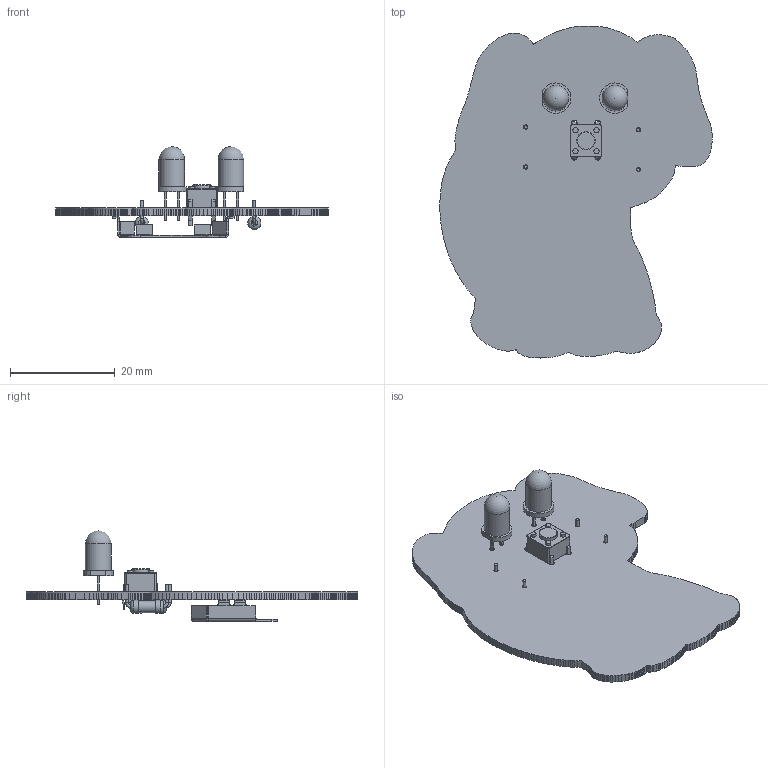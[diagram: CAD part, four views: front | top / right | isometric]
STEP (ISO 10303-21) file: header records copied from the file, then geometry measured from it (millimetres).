
FILE_DESCRIPTION(('KiCad electronic assembly'),'2;1');
FILE_NAME('Solder tutorial.step','2025-05-23T20:04:26',('Pcbnew'),( 'Kicad'),'Open CASCADE STEP processor 7.8','KiCad to STEP converter' ,'Unknown');
FILE_SCHEMA(('AUTOMOTIVE_DESIGN { 1 0 10303 214 1 1 1 1 }'));
Length unit declared in the file: millimetre
Products named in the file (6): Solder tutorial 1; SW_PUSH_6mm; LED_D5.0mm; R_Axial_DIN0207_L6.3mm_D2.5mm_P7.62mm_Horizontal; BatteryHolder_Keystone_3034_1x20mm; Solder tutorial_PCB
Assembly tree (7 placements, depth 2):
  Solder tutorial 1
    SW_PUSH_6mm
    LED_D5.0mm  x2
    R_Axial_DIN0207_L6.3mm_D2.5mm_P7.62mm_Horizontal  x2
    BatteryHolder_Keystone_3034_1x20mm
    Solder tutorial_PCB
Bounding box: 51.96 x 63.35 x 17.28 mm (x, y, z)
Volume: 4320.8 mm3; surface area: 6702.4 mm2
Topology: 7 solids, 7 shells, 817 faces, 2243 edges, 1457 vertices
Faces by surface type: plane 698, cylinder 108, torus 9, sphere 2
Full cylindrical faces by diameter (mm): 0.6 x4, 0.8 x4, 0.9 x4, 1 x4, 1.1 x4, 2.25 x2, 2.5 x4, 3.5 x1, 4.9 x2
Entity records: 26146 total; most frequent: CARTESIAN_POINT 4730, ORIENTED_EDGE 4368, DIRECTION 3977, EDGE_CURVE 2184, LINE 1975, VECTOR 1975, VERTEX_POINT 1420, AXIS2_PLACEMENT_3D 1001
